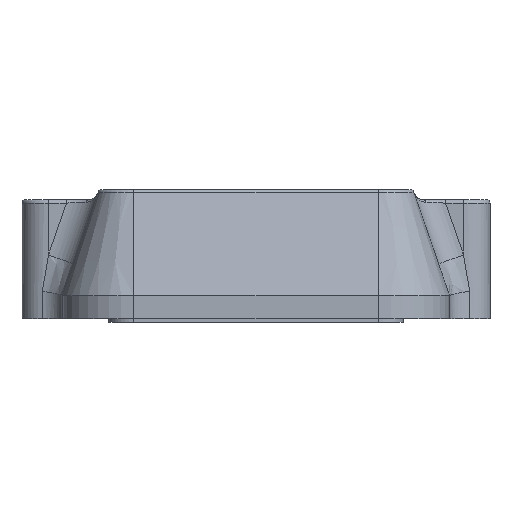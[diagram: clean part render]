
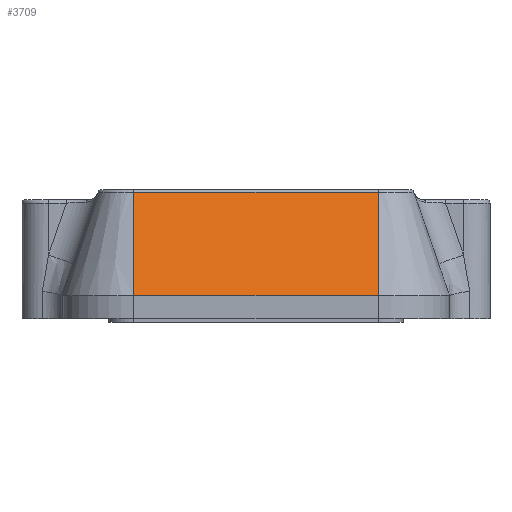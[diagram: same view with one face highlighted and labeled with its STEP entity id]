
A CAD part, left-side view. The second image highlights one B-rep face of the part: STEP entity #3709.
In plain terms, the highlighted planar face has unit normal (-0.946, 0, 0.326).
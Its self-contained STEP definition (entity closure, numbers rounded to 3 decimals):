
#28 = DIRECTION ( 'NONE',  ( -0.326, 0., -0.946 ) ) ;
#159 = VECTOR ( 'NONE', #28, 1000. ) ;
#446 = EDGE_CURVE ( 'NONE', #2323, #5131, #6904, .T. ) ;
#450 = DIRECTION ( 'NONE',  ( 0., 1., 0. ) ) ;
#598 = CARTESIAN_POINT ( 'NONE',  ( -72.5, -37., 40. ) ) ;
#729 = EDGE_CURVE ( 'NONE', #1163, #5064, #1606, .T. ) ;
#837 = CARTESIAN_POINT ( 'NONE',  ( -83.5, -37., 8.054 ) ) ;
#1163 = VERTEX_POINT ( 'NONE', #3003 ) ;
#1431 = LINE ( 'NONE', #5285, #1998 ) ;
#1552 = CARTESIAN_POINT ( 'NONE',  ( -72.5, 37., 40. ) ) ;
#1606 = LINE ( 'NONE', #598, #159 ) ;
#1998 = VECTOR ( 'NONE', #3000, 1000. ) ;
#2174 = DIRECTION ( 'NONE',  ( -0.946, 0., 0.326 ) ) ;
#2323 = VERTEX_POINT ( 'NONE', #6063 ) ;
#2399 = ORIENTED_EDGE ( 'NONE', *, *, #4541, .T. ) ;
#2855 = LINE ( 'NONE', #4639, #5601 ) ;
#3000 = DIRECTION ( 'NONE',  ( 0., 1., 0. ) ) ;
#3003 = CARTESIAN_POINT ( 'NONE',  ( -72.732, -37., 39.326 ) ) ;
#3709 = ADVANCED_FACE ( 'NONE', ( #4287 ), #7247, .T. ) ;
#4080 = DIRECTION ( 'NONE',  ( 0.326, 0., 0.946 ) ) ;
#4087 = EDGE_LOOP ( 'NONE', ( #6350, #2399, #4264, #5558 ) ) ;
#4264 = ORIENTED_EDGE ( 'NONE', *, *, #446, .F. ) ;
#4287 = FACE_OUTER_BOUND ( 'NONE', #4087, .T. ) ;
#4397 = CARTESIAN_POINT ( 'NONE',  ( -72.732, 37., 39.326 ) ) ;
#4524 = DIRECTION ( 'NONE',  ( 0., 1., 0. ) ) ;
#4541 = EDGE_CURVE ( 'NONE', #1163, #5131, #1431, .T. ) ;
#4639 = CARTESIAN_POINT ( 'NONE',  ( -83.5, 37., 8.054 ) ) ;
#5064 = VERTEX_POINT ( 'NONE', #837 ) ;
#5131 = VERTEX_POINT ( 'NONE', #4397 ) ;
#5285 = CARTESIAN_POINT ( 'NONE',  ( -72.732, 37., 39.326 ) ) ;
#5382 = AXIS2_PLACEMENT_3D ( 'NONE', #1552, #2174, #4524 ) ;
#5558 = ORIENTED_EDGE ( 'NONE', *, *, #6217, .F. ) ;
#5601 = VECTOR ( 'NONE', #450, 1000. ) ;
#5895 = VECTOR ( 'NONE', #4080, 1000. ) ;
#6063 = CARTESIAN_POINT ( 'NONE',  ( -83.5, 37., 8.054 ) ) ;
#6217 = EDGE_CURVE ( 'NONE', #5064, #2323, #2855, .T. ) ;
#6350 = ORIENTED_EDGE ( 'NONE', *, *, #729, .F. ) ;
#6763 = CARTESIAN_POINT ( 'NONE',  ( -83.5, 37., 8.054 ) ) ;
#6904 = LINE ( 'NONE', #6763, #5895 ) ;
#7247 = PLANE ( 'NONE',  #5382 ) ;
